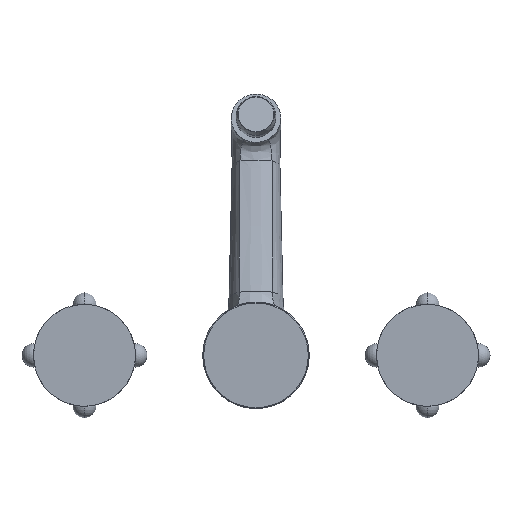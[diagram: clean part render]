
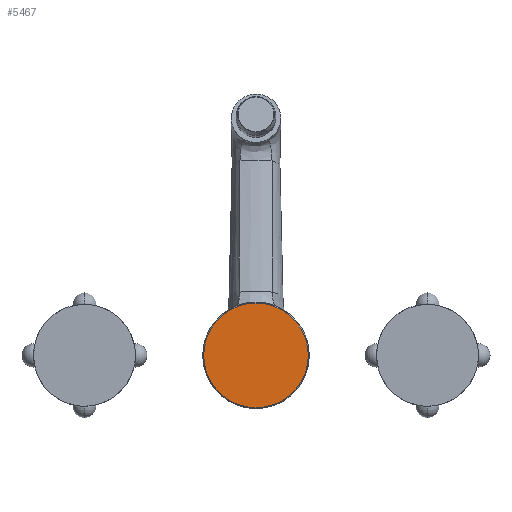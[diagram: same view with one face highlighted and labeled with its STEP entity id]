
A CAD part, front view. The second image highlights one B-rep face of the part: STEP entity #5467.
In plain terms, the highlighted planar face has unit normal (0, -1, 0).
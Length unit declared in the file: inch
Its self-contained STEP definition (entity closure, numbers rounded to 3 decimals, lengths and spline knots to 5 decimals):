
#1753=CARTESIAN_POINT('',(0.,0.,0.));
#1754=DIRECTION('',(0.,1.,0.));
#1755=DIRECTION('',(-1.,0.,0.));
#1756=AXIS2_PLACEMENT_3D('',#1753,#1754,#1755);
#1767=CARTESIAN_POINT('',(0.,0.,0.));
#1768=DIRECTION('',(0.,1.,0.));
#1769=DIRECTION('',(1.,0.,0.));
#1770=AXIS2_PLACEMENT_3D('',#1767,#1768,#1769);
#2048=CARTESIAN_POINT('',(-1.22,0.,0.));
#2049=CARTESIAN_POINT('',(1.22,0.,0.));
#2050=VERTEX_POINT('',#2048);
#2051=VERTEX_POINT('',#2049);
#5457=CARTESIAN_POINT('',(0.,0.,0.));
#5458=DIRECTION('',(0.,1.,0.));
#5459=DIRECTION('',(1.,0.,0.));
#5460=AXIS2_PLACEMENT_3D('',#5457,#5458,#5459);
#5461=PLANE('',#5460);
#5462=ORIENTED_EDGE('',*,*,#5447,.T.);
#5464=ORIENTED_EDGE('',*,*,#5463,.T.);
#5465=EDGE_LOOP('',(#5462,#5464));
#5466=FACE_OUTER_BOUND('',#5465,.F.);
#5467=ADVANCED_FACE('',(#5466),#5461,.F.);
#1757=CIRCLE('',#1756,1.22);
#1771=CIRCLE('',#1770,1.22);
#5447=EDGE_CURVE('',#2050,#2051,#1757,.T.);
#5463=EDGE_CURVE('',#2051,#2050,#1771,.T.);
